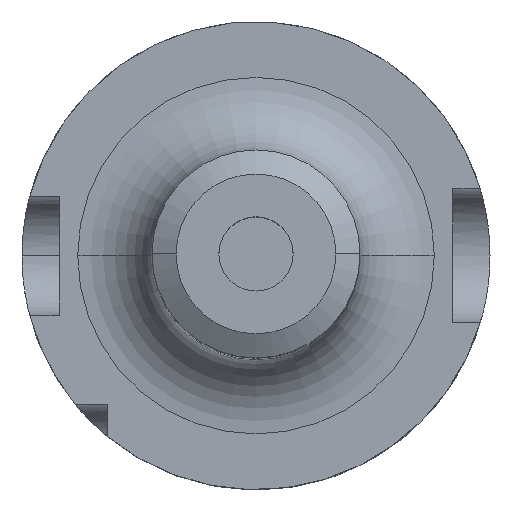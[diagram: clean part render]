
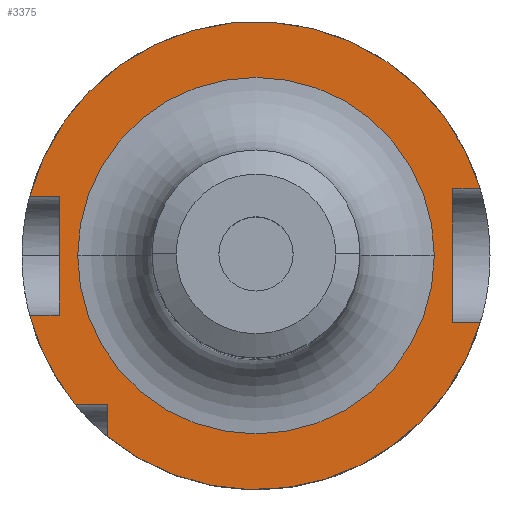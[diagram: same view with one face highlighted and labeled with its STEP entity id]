
A CAD part, top view. The second image highlights one B-rep face of the part: STEP entity #3375.
In plain terms, the highlighted planar face has unit normal (0, 0, 1).
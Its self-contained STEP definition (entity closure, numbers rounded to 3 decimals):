
#30 = VERTEX_POINT ( 'NONE', #1274 ) ;
#32 = CARTESIAN_POINT ( 'NONE',  ( 0., -20., 26. ) ) ;
#49 = DIRECTION ( 'NONE',  ( -1., 0., 0. ) ) ;
#67 = CARTESIAN_POINT ( 'NONE',  ( -26.5, 8., 26. ) ) ;
#105 = FACE_BOUND ( 'NONE', #3206, .T. ) ;
#114 = DIRECTION ( 'NONE',  ( 0., 0., -1. ) ) ;
#142 = DIRECTION ( 'NONE',  ( 1., 0., 0. ) ) ;
#166 = CARTESIAN_POINT ( 'NONE',  ( 0., -9., 26. ) ) ;
#177 = ORIENTED_EDGE ( 'NONE', *, *, #738, .T. ) ;
#287 = CARTESIAN_POINT ( 'NONE',  ( -30.467, 8., 26. ) ) ;
#303 = EDGE_CURVE ( 'NONE', #3739, #790, #3703, .T. ) ;
#321 = EDGE_LOOP ( 'NONE', ( #2832, #3695, #1986, #1771, #1837, #3115, #492, #1390, #3535, #719, #3099 ) ) ;
#326 = CIRCLE ( 'NONE', #2060, 24. ) ;
#347 = EDGE_CURVE ( 'NONE', #2583, #2445, #2215, .T. ) ;
#355 = VERTEX_POINT ( 'NONE', #3624 ) ;
#378 = DIRECTION ( 'NONE',  ( -1., 0., 0. ) ) ;
#394 = DIRECTION ( 'NONE',  ( 1., 0., 0. ) ) ;
#407 = CARTESIAN_POINT ( 'NONE',  ( -24.336, -20., 26. ) ) ;
#441 = CARTESIAN_POINT ( 'NONE',  ( 0., -8., 26. ) ) ;
#445 = EDGE_CURVE ( 'NONE', #3432, #30, #2033, .T. ) ;
#492 = ORIENTED_EDGE ( 'NONE', *, *, #347, .F. ) ;
#541 = CARTESIAN_POINT ( 'NONE',  ( 0., 0., 26. ) ) ;
#556 = DIRECTION ( 'NONE',  ( 0., 0., -1. ) ) ;
#559 = EDGE_CURVE ( 'NONE', #3390, #355, #3551, .T. ) ;
#574 = DIRECTION ( 'NONE',  ( -1., 0., 0. ) ) ;
#605 = VECTOR ( 'NONE', #378, 1000. ) ;
#640 = CARTESIAN_POINT ( 'NONE',  ( 0., 9., 26. ) ) ;
#660 = DIRECTION ( 'NONE',  ( -1., 0., 0. ) ) ;
#679 = AXIS2_PLACEMENT_3D ( 'NONE', #1982, #114, #49 ) ;
#692 = VECTOR ( 'NONE', #3625, 1000. ) ;
#713 = VERTEX_POINT ( 'NONE', #3441 ) ;
#719 = ORIENTED_EDGE ( 'NONE', *, *, #2359, .F. ) ;
#738 = EDGE_CURVE ( 'NONE', #790, #3739, #326, .T. ) ;
#752 = AXIS2_PLACEMENT_3D ( 'NONE', #3001, #1368, #1292 ) ;
#758 = CARTESIAN_POINT ( 'NONE',  ( 26.5, -9., 26. ) ) ;
#766 = CARTESIAN_POINT ( 'NONE',  ( 30.187, 9., 26. ) ) ;
#790 = VERTEX_POINT ( 'NONE', #2918 ) ;
#792 = EDGE_CURVE ( 'NONE', #3632, #3432, #1433, .T. ) ;
#850 = CARTESIAN_POINT ( 'NONE',  ( 30.187, -9., 26. ) ) ;
#928 = DIRECTION ( 'NONE',  ( -1., 0., 0. ) ) ;
#953 = CARTESIAN_POINT ( 'NONE',  ( -20., 14., 26. ) ) ;
#982 = VECTOR ( 'NONE', #928, 1000. ) ;
#1015 = EDGE_CURVE ( 'NONE', #3632, #3629, #3312, .T. ) ;
#1021 = CARTESIAN_POINT ( 'NONE',  ( -26.5, 14., 26. ) ) ;
#1062 = CARTESIAN_POINT ( 'NONE',  ( 0., 0., 26. ) ) ;
#1071 = DIRECTION ( 'NONE',  ( 1., 0., 0. ) ) ;
#1092 = EDGE_CURVE ( 'NONE', #713, #1956, #3850, .T. ) ;
#1106 = CARTESIAN_POINT ( 'NONE',  ( -20., -20., 26. ) ) ;
#1148 = AXIS2_PLACEMENT_3D ( 'NONE', #2261, #3727, #660 ) ;
#1245 = CARTESIAN_POINT ( 'NONE',  ( 26.5, 14., 26. ) ) ;
#1274 = CARTESIAN_POINT ( 'NONE',  ( 26.5, 9., 26. ) ) ;
#1292 = DIRECTION ( 'NONE',  ( 1., 0., 0. ) ) ;
#1368 = DIRECTION ( 'NONE',  ( 0., 0., -1. ) ) ;
#1375 = LINE ( 'NONE', #3023, #605 ) ;
#1390 = ORIENTED_EDGE ( 'NONE', *, *, #1954, .F. ) ;
#1406 = LINE ( 'NONE', #640, #2973 ) ;
#1424 = VECTOR ( 'NONE', #1817, 1000. ) ;
#1433 = LINE ( 'NONE', #166, #3700 ) ;
#1510 = LINE ( 'NONE', #953, #1424 ) ;
#1570 = CARTESIAN_POINT ( 'NONE',  ( 0., 14., 26. ) ) ;
#1577 = AXIS2_PLACEMENT_3D ( 'NONE', #1570, #2167, #394 ) ;
#1693 = DIRECTION ( 'NONE',  ( -1., 0., 0. ) ) ;
#1771 = ORIENTED_EDGE ( 'NONE', *, *, #792, .T. ) ;
#1784 = ORIENTED_EDGE ( 'NONE', *, *, #303, .T. ) ;
#1817 = DIRECTION ( 'NONE',  ( 0., 1., 0. ) ) ;
#1822 = PLANE ( 'NONE',  #1577 ) ;
#1837 = ORIENTED_EDGE ( 'NONE', *, *, #445, .T. ) ;
#1949 = DIRECTION ( 'NONE',  ( 0., 0., -1. ) ) ;
#1954 = EDGE_CURVE ( 'NONE', #1956, #2583, #1375, .T. ) ;
#1956 = VERTEX_POINT ( 'NONE', #67 ) ;
#1982 = CARTESIAN_POINT ( 'NONE',  ( 0., 0., 26. ) ) ;
#1986 = ORIENTED_EDGE ( 'NONE', *, *, #1015, .F. ) ;
#1993 = AXIS2_PLACEMENT_3D ( 'NONE', #541, #556, #574 ) ;
#2019 = LINE ( 'NONE', #441, #3488 ) ;
#2033 = LINE ( 'NONE', #1245, #3227 ) ;
#2057 = VERTEX_POINT ( 'NONE', #1106 ) ;
#2060 = AXIS2_PLACEMENT_3D ( 'NONE', #1062, #1949, #1071 ) ;
#2094 = CARTESIAN_POINT ( 'NONE',  ( 24., 0., 26. ) ) ;
#2167 = DIRECTION ( 'NONE',  ( 0., 0., 1. ) ) ;
#2215 = CIRCLE ( 'NONE', #1148, 31.5 ) ;
#2238 = EDGE_CURVE ( 'NONE', #3629, #2057, #1510, .T. ) ;
#2261 = CARTESIAN_POINT ( 'NONE',  ( 0., 0., 26. ) ) ;
#2359 = EDGE_CURVE ( 'NONE', #355, #713, #2019, .T. ) ;
#2403 = DIRECTION ( 'NONE',  ( 1., 0., 0. ) ) ;
#2445 = VERTEX_POINT ( 'NONE', #766 ) ;
#2557 = LINE ( 'NONE', #32, #982 ) ;
#2583 = VERTEX_POINT ( 'NONE', #287 ) ;
#2657 = FACE_OUTER_BOUND ( 'NONE', #321, .T. ) ;
#2818 = EDGE_CURVE ( 'NONE', #30, #2445, #1406, .T. ) ;
#2832 = ORIENTED_EDGE ( 'NONE', *, *, #3293, .F. ) ;
#2918 = CARTESIAN_POINT ( 'NONE',  ( -24., 0., 26. ) ) ;
#2973 = VECTOR ( 'NONE', #2403, 1000. ) ;
#3001 = CARTESIAN_POINT ( 'NONE',  ( 0., 0., 26. ) ) ;
#3023 = CARTESIAN_POINT ( 'NONE',  ( 0., 8., 26. ) ) ;
#3099 = ORIENTED_EDGE ( 'NONE', *, *, #559, .F. ) ;
#3115 = ORIENTED_EDGE ( 'NONE', *, *, #2818, .T. ) ;
#3198 = CARTESIAN_POINT ( 'NONE',  ( -20., -24.336, 26. ) ) ;
#3206 = EDGE_LOOP ( 'NONE', ( #1784, #177 ) ) ;
#3227 = VECTOR ( 'NONE', #3653, 1000. ) ;
#3293 = EDGE_CURVE ( 'NONE', #2057, #3390, #2557, .T. ) ;
#3312 = CIRCLE ( 'NONE', #1993, 31.5 ) ;
#3375 = ADVANCED_FACE ( 'NONE', ( #105, #2657 ), #1822, .T. ) ;
#3390 = VERTEX_POINT ( 'NONE', #407 ) ;
#3432 = VERTEX_POINT ( 'NONE', #758 ) ;
#3441 = CARTESIAN_POINT ( 'NONE',  ( -26.5, -8., 26. ) ) ;
#3488 = VECTOR ( 'NONE', #142, 1000. ) ;
#3535 = ORIENTED_EDGE ( 'NONE', *, *, #1092, .F. ) ;
#3551 = CIRCLE ( 'NONE', #679, 31.5 ) ;
#3624 = CARTESIAN_POINT ( 'NONE',  ( -30.467, -8., 26. ) ) ;
#3625 = DIRECTION ( 'NONE',  ( 0., 1., 0. ) ) ;
#3629 = VERTEX_POINT ( 'NONE', #3198 ) ;
#3632 = VERTEX_POINT ( 'NONE', #850 ) ;
#3653 = DIRECTION ( 'NONE',  ( 0., 1., 0. ) ) ;
#3695 = ORIENTED_EDGE ( 'NONE', *, *, #2238, .F. ) ;
#3700 = VECTOR ( 'NONE', #1693, 1000. ) ;
#3703 = CIRCLE ( 'NONE', #752, 24. ) ;
#3727 = DIRECTION ( 'NONE',  ( 0., 0., -1. ) ) ;
#3739 = VERTEX_POINT ( 'NONE', #2094 ) ;
#3850 = LINE ( 'NONE', #1021, #692 ) ;
